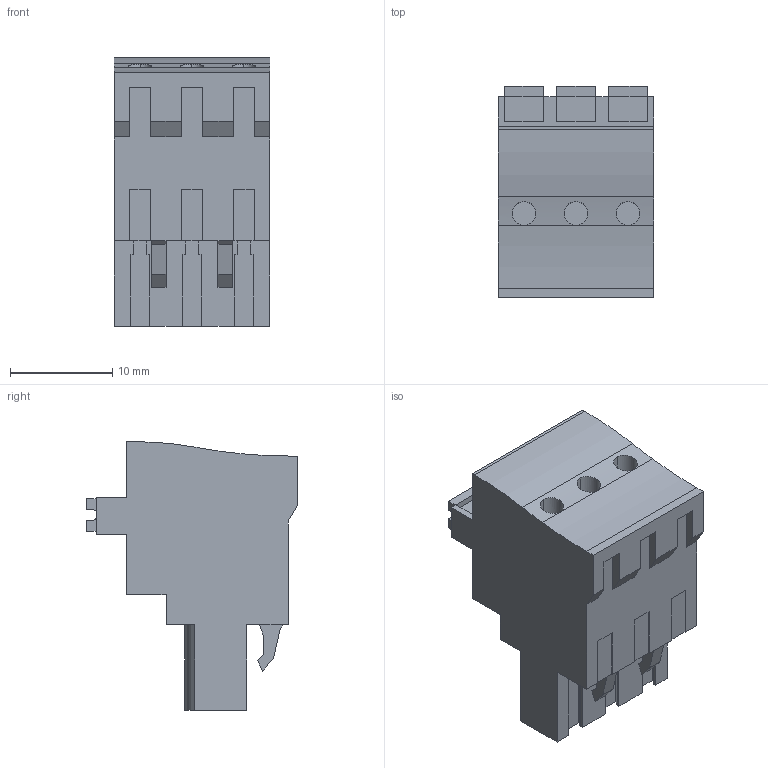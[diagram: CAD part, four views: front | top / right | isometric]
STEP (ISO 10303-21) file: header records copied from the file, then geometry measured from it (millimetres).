
FILE_DESCRIPTION(('CATIA V5 STEP Exchange','CAx-IF Rec.Pracs.--- Model Styling and Organization---1.2---2011-12-15'),'2;1');
FILE_NAME ('D1461154_0_1982710000_1982710000.stp','2017-10-30T15:08:35+00:00',('none'),('Weidmueller'),'CATIA Version 5-6 Release 2014','CATIA V5 STEP AP214','none');
FILE_SCHEMA(('AUTOMOTIVE_DESIGN { 1 0 10303 214 1 1 1 1 }'));
Length unit declared in the file: millimetre
Products named in the file (1): 1982710000
Bounding box: 15.24 x 20.64 x 26.24 mm (x, y, z)
Volume: 4512.4 mm3; surface area: 2715.8 mm2
Topology: 4 solids, 4 shells, 238 faces, 650 edges, 434 vertices
Faces by surface type: plane 205, cylinder 33
Entity records: 7102 total; most frequent: CARTESIAN_POINT 1305, ORIENTED_EDGE 1300, DIRECTION 988, EDGE_CURVE 650, VECTOR 584, LINE 584, VERTEX_POINT 434, EDGE_LOOP 252
